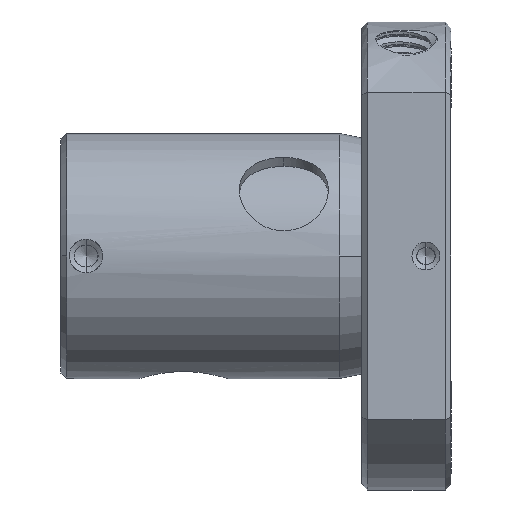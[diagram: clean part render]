
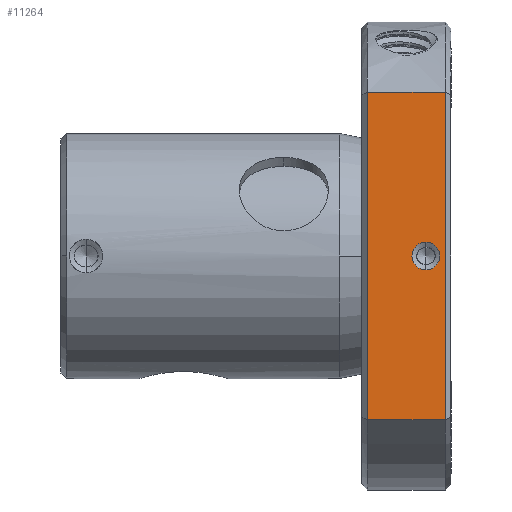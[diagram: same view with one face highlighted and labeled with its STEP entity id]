
A CAD part, left-side view. The second image highlights one B-rep face of the part: STEP entity #11264.
In plain terms, the highlighted planar face has unit normal (-1, 0, 0).
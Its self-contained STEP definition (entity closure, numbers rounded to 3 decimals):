
#298 = DIRECTION ( 'NONE',  ( 0., 0., 1. ) ) ;
#414 = AXIS2_PLACEMENT_3D ( 'NONE', #1295, #1216, #3602 ) ;
#523 = EDGE_CURVE ( 'NONE', #6921, #8822, #2317, .T. ) ;
#1025 = DIRECTION ( 'NONE',  ( 0., -1., 0. ) ) ;
#1095 = ORIENTED_EDGE ( 'NONE', *, *, #2738, .F. ) ;
#1216 = DIRECTION ( 'NONE',  ( 1., 0., 0. ) ) ;
#1295 = CARTESIAN_POINT ( 'NONE',  ( -15., 4., -14.697 ) ) ;
#1764 = CARTESIAN_POINT ( 'NONE',  ( -15., 3.5, -14.697 ) ) ;
#2214 = CIRCLE ( 'NONE', #3209, 1.25 ) ;
#2303 = EDGE_LOOP ( 'NONE', ( #8864, #11168 ) ) ;
#2317 = LINE ( 'NONE', #9311, #6583 ) ;
#2328 = LINE ( 'NONE', #9466, #4969 ) ;
#2738 = EDGE_CURVE ( 'NONE', #14461, #13347, #5713, .T. ) ;
#3209 = AXIS2_PLACEMENT_3D ( 'NONE', #8123, #12798, #4524 ) ;
#3602 = DIRECTION ( 'NONE',  ( 0., 0., -1. ) ) ;
#4465 = ORIENTED_EDGE ( 'NONE', *, *, #9986, .T. ) ;
#4524 = DIRECTION ( 'NONE',  ( 0., 0., 1. ) ) ;
#4533 = DIRECTION ( 'NONE',  ( 1., 0., 0. ) ) ;
#4622 = DIRECTION ( 'NONE',  ( 0., 1., 0. ) ) ;
#4957 = ORIENTED_EDGE ( 'NONE', *, *, #14633, .F. ) ;
#4969 = VECTOR ( 'NONE', #8321, 1000. ) ;
#5033 = EDGE_CURVE ( 'NONE', #7911, #15093, #6887, .T. ) ;
#5713 = LINE ( 'NONE', #11389, #11541 ) ;
#5787 = CARTESIAN_POINT ( 'NONE',  ( -15., -3.5, 14.697 ) ) ;
#6583 = VECTOR ( 'NONE', #4622, 1000. ) ;
#6887 = CIRCLE ( 'NONE', #13490, 1.25 ) ;
#6921 = VERTEX_POINT ( 'NONE', #13826 ) ;
#7066 = FACE_BOUND ( 'NONE', #2303, .T. ) ;
#7617 = LINE ( 'NONE', #1764, #13002 ) ;
#7911 = VERTEX_POINT ( 'NONE', #8149 ) ;
#8123 = CARTESIAN_POINT ( 'NONE',  ( -15., -1.75, 0. ) ) ;
#8149 = CARTESIAN_POINT ( 'NONE',  ( -15., -1.75, 1.25 ) ) ;
#8321 = DIRECTION ( 'NONE',  ( 0., 0., 1. ) ) ;
#8569 = EDGE_CURVE ( 'NONE', #15093, #7911, #2214, .T. ) ;
#8822 = VERTEX_POINT ( 'NONE', #14708 ) ;
#8864 = ORIENTED_EDGE ( 'NONE', *, *, #5033, .T. ) ;
#9221 = DIRECTION ( 'NONE',  ( 0., 0., 1. ) ) ;
#9311 = CARTESIAN_POINT ( 'NONE',  ( -15., 4., -14.697 ) ) ;
#9466 = CARTESIAN_POINT ( 'NONE',  ( -15., -3.5, -14.697 ) ) ;
#9494 = CARTESIAN_POINT ( 'NONE',  ( -15., -1.75, -1.25 ) ) ;
#9986 = EDGE_CURVE ( 'NONE', #6921, #13347, #2328, .T. ) ;
#10283 = CARTESIAN_POINT ( 'NONE',  ( -15., -1.75, 0. ) ) ;
#11168 = ORIENTED_EDGE ( 'NONE', *, *, #8569, .T. ) ;
#11264 = ADVANCED_FACE ( 'NONE', ( #14033, #7066 ), #11729, .F. ) ;
#11389 = CARTESIAN_POINT ( 'NONE',  ( -15., 4., 14.697 ) ) ;
#11541 = VECTOR ( 'NONE', #1025, 1000. ) ;
#11729 = PLANE ( 'NONE',  #414 ) ;
#12798 = DIRECTION ( 'NONE',  ( 1., 0., 0. ) ) ;
#13002 = VECTOR ( 'NONE', #298, 1000. ) ;
#13347 = VERTEX_POINT ( 'NONE', #5787 ) ;
#13490 = AXIS2_PLACEMENT_3D ( 'NONE', #10283, #4533, #9221 ) ;
#13587 = CARTESIAN_POINT ( 'NONE',  ( -15., 3.5, 14.697 ) ) ;
#13674 = EDGE_LOOP ( 'NONE', ( #4465, #1095, #4957, #14326 ) ) ;
#13826 = CARTESIAN_POINT ( 'NONE',  ( -15., -3.5, -14.697 ) ) ;
#14033 = FACE_OUTER_BOUND ( 'NONE', #13674, .T. ) ;
#14326 = ORIENTED_EDGE ( 'NONE', *, *, #523, .F. ) ;
#14461 = VERTEX_POINT ( 'NONE', #13587 ) ;
#14633 = EDGE_CURVE ( 'NONE', #8822, #14461, #7617, .T. ) ;
#14708 = CARTESIAN_POINT ( 'NONE',  ( -15., 3.5, -14.697 ) ) ;
#15093 = VERTEX_POINT ( 'NONE', #9494 ) ;
